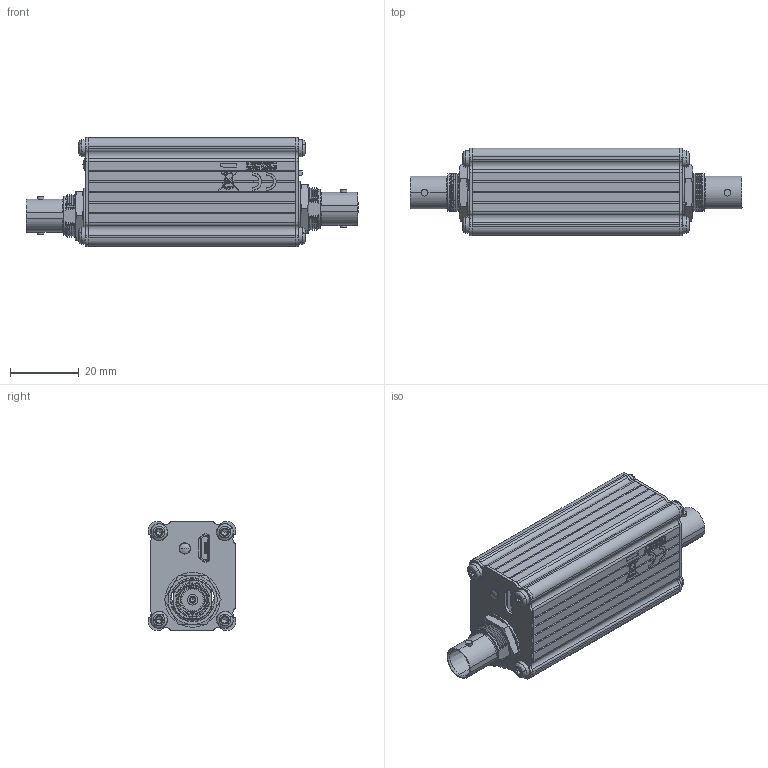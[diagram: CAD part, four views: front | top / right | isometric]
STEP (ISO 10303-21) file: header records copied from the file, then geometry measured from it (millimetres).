
FILE_DESCRIPTION (( 'STEP AP214' ), '1' );
FILE_NAME ('19.08.22_AMP220 WEB.STEP', '2019-08-22T13:38:34', ( '' ), ( '' ), 'SwSTEP 2.0', 'SolidWorks 2018', '' );
FILE_SCHEMA (( 'AUTOMOTIVE_DESIGN' ));
Length unit declared in the file: millimetre
Products named in the file (1): 19.08.22_AMP220 WEB
Bounding box: 96.65 x 25.41 x 31.75 mm (x, y, z)
Volume: 25880.5 mm3; surface area: 30097.1 mm2
Topology: 28 solids, 32 shells, 4301 faces, 11875 edges, 7799 vertices
Faces by surface type: plane 2662, cylinder 694, bspline 638, cone 289, torus 16, sphere 2
Entity records: 220331 total; most frequent: CARTESIAN_POINT 67421, ORIENTED_EDGE 23678, DIRECTION 18857, EDGE_CURVE 11839, LINE 8357, VECTOR 8357, VERTEX_POINT 7799, AXIS2_PLACEMENT_3D 5250
